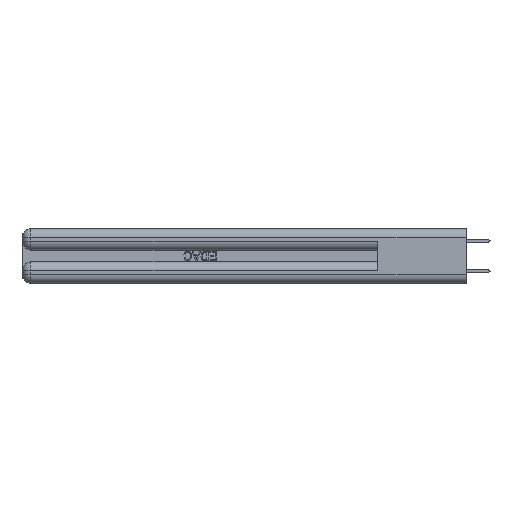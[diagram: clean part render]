
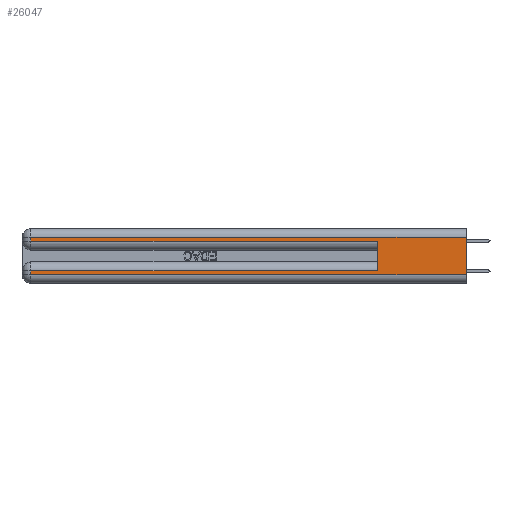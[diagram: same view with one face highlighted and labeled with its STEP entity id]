
A CAD part, left-side view. The second image highlights one B-rep face of the part: STEP entity #26047.
In plain terms, the highlighted planar face has unit normal (-1, 0, 0).
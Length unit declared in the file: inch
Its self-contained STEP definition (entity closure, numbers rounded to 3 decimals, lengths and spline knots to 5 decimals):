
#767 = DIRECTION ( 'NONE',  ( 0., -1., 0. ) ) ;
#1322 = DIRECTION ( 'NONE',  ( 0., -1., 0. ) ) ;
#3498 = CARTESIAN_POINT ( 'NONE',  ( 0., 0.6, 0.145 ) ) ;
#3781 = EDGE_CURVE ( 'NONE', #48611, #8830, #14880, .T. ) ;
#4284 = ORIENTED_EDGE ( 'NONE', *, *, #3781, .F. ) ;
#4515 = CARTESIAN_POINT ( 'NONE',  ( 0., 2.94, 0.37 ) ) ;
#5162 = CARTESIAN_POINT ( 'NONE',  ( 0., 0., 0.085 ) ) ;
#6904 = LINE ( 'NONE', #4515, #26793 ) ;
#7789 = VECTOR ( 'NONE', #42788, 39.37008 ) ;
#8830 = VERTEX_POINT ( 'NONE', #49417 ) ;
#9009 = CARTESIAN_POINT ( 'NONE',  ( 0., 0., 0.37 ) ) ;
#9030 = LINE ( 'NONE', #38863, #7789 ) ;
#9189 = CARTESIAN_POINT ( 'NONE',  ( 0., 0., 0.06 ) ) ;
#9506 = AXIS2_PLACEMENT_3D ( 'NONE', #39443, #43367, #19828 ) ;
#9830 = ORIENTED_EDGE ( 'NONE', *, *, #14763, .T. ) ;
#10017 = CARTESIAN_POINT ( 'NONE',  ( 0., 2.94, 0.06 ) ) ;
#10759 = CARTESIAN_POINT ( 'NONE',  ( 0., 2.94, 0.085 ) ) ;
#13473 = ORIENTED_EDGE ( 'NONE', *, *, #30204, .T. ) ;
#14763 = EDGE_CURVE ( 'NONE', #28007, #26646, #6904, .T. ) ;
#14880 = LINE ( 'NONE', #9009, #39576 ) ;
#14995 = CARTESIAN_POINT ( 'NONE',  ( 0., 2.94, 0.31 ) ) ;
#15248 = CARTESIAN_POINT ( 'NONE',  ( 0., 2.94, 0.285 ) ) ;
#15548 = VECTOR ( 'NONE', #767, 39.37008 ) ;
#16724 = EDGE_CURVE ( 'NONE', #36313, #16944, #42560, .T. ) ;
#16944 = VERTEX_POINT ( 'NONE', #10759 ) ;
#18462 = ORIENTED_EDGE ( 'NONE', *, *, #19613, .T. ) ;
#19613 = EDGE_CURVE ( 'NONE', #48611, #28007, #9030, .T. ) ;
#19621 = EDGE_CURVE ( 'NONE', #36313, #49984, #39340, .T. ) ;
#19828 = DIRECTION ( 'NONE',  ( 0., 0., -1. ) ) ;
#20181 = VECTOR ( 'NONE', #1322, 39.37008 ) ;
#21427 = LINE ( 'NONE', #9189, #20181 ) ;
#21822 = EDGE_CURVE ( 'NONE', #16944, #29091, #32375, .T. ) ;
#22508 = EDGE_CURVE ( 'NONE', #26646, #49984, #46965, .T. ) ;
#22810 = CARTESIAN_POINT ( 'NONE',  ( 0., 2.94, 0.37 ) ) ;
#23111 = VECTOR ( 'NONE', #30750, 39.37008 ) ;
#23862 = CARTESIAN_POINT ( 'NONE',  ( 0., 0., 0.31 ) ) ;
#26047 = ADVANCED_FACE ( 'NONE', ( #51116 ), #31571, .F. ) ;
#26646 = VERTEX_POINT ( 'NONE', #15248 ) ;
#26793 = VECTOR ( 'NONE', #43949, 39.37008 ) ;
#28007 = VERTEX_POINT ( 'NONE', #14995 ) ;
#28344 = ORIENTED_EDGE ( 'NONE', *, *, #19621, .F. ) ;
#28742 = ORIENTED_EDGE ( 'NONE', *, *, #16724, .T. ) ;
#29091 = VERTEX_POINT ( 'NONE', #10017 ) ;
#29142 = DIRECTION ( 'NONE',  ( 0., 1., 0. ) ) ;
#30204 = EDGE_CURVE ( 'NONE', #29091, #8830, #21427, .T. ) ;
#30750 = DIRECTION ( 'NONE',  ( 0., 0., -1. ) ) ;
#31571 = PLANE ( 'NONE',  #9506 ) ;
#32151 = VECTOR ( 'NONE', #29142, 39.37008 ) ;
#32375 = LINE ( 'NONE', #22810, #23111 ) ;
#35841 = ORIENTED_EDGE ( 'NONE', *, *, #22508, .T. ) ;
#36313 = VERTEX_POINT ( 'NONE', #41897 ) ;
#36501 = CARTESIAN_POINT ( 'NONE',  ( 0., 0.6, 0.285 ) ) ;
#36700 = DIRECTION ( 'NONE',  ( 0., 0., -1. ) ) ;
#38116 = VECTOR ( 'NONE', #46553, 39.37008 ) ;
#38565 = ORIENTED_EDGE ( 'NONE', *, *, #21822, .T. ) ;
#38863 = CARTESIAN_POINT ( 'NONE',  ( 0., 0., 0.31 ) ) ;
#39340 = LINE ( 'NONE', #3498, #38116 ) ;
#39443 = CARTESIAN_POINT ( 'NONE',  ( 0., 0., 0.37 ) ) ;
#39576 = VECTOR ( 'NONE', #36700, 39.37008 ) ;
#41897 = CARTESIAN_POINT ( 'NONE',  ( 0., 0.6, 0.085 ) ) ;
#42560 = LINE ( 'NONE', #5162, #32151 ) ;
#42788 = DIRECTION ( 'NONE',  ( 0., 1., 0. ) ) ;
#43367 = DIRECTION ( 'NONE',  ( 1., 0., 0. ) ) ;
#43949 = DIRECTION ( 'NONE',  ( 0., 0., -1. ) ) ;
#44207 = CARTESIAN_POINT ( 'NONE',  ( 0., 0., 0.285 ) ) ;
#46553 = DIRECTION ( 'NONE',  ( 0., 0., 1. ) ) ;
#46965 = LINE ( 'NONE', #44207, #15548 ) ;
#48611 = VERTEX_POINT ( 'NONE', #23862 ) ;
#49013 = EDGE_LOOP ( 'NONE', ( #4284, #18462, #9830, #35841, #28344, #28742, #38565, #13473 ) ) ;
#49417 = CARTESIAN_POINT ( 'NONE',  ( 0., 0., 0.06 ) ) ;
#49984 = VERTEX_POINT ( 'NONE', #36501 ) ;
#51116 = FACE_OUTER_BOUND ( 'NONE', #49013, .T. ) ;
